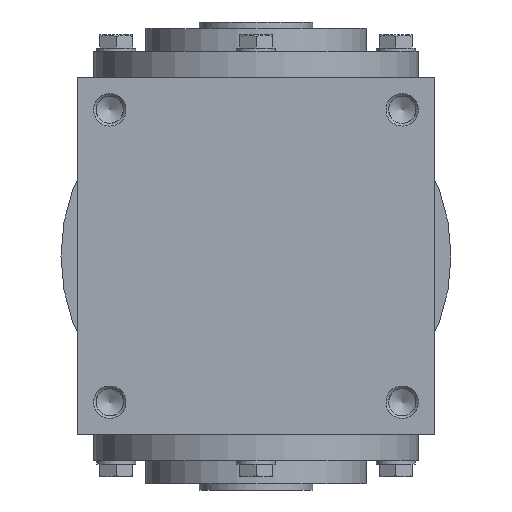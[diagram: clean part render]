
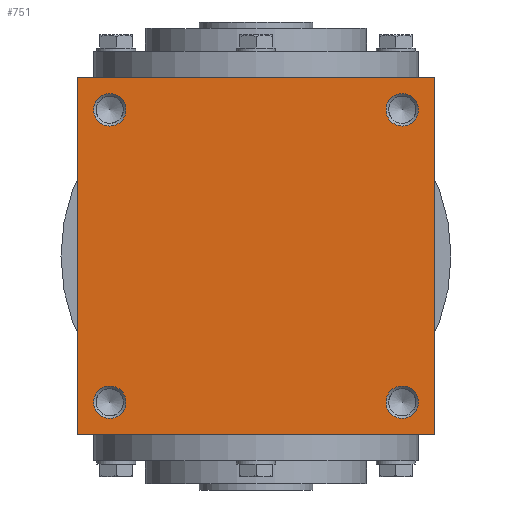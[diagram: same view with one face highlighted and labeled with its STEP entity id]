
A CAD part, left-side view. The second image highlights one B-rep face of the part: STEP entity #751.
In plain terms, the highlighted face is planar.
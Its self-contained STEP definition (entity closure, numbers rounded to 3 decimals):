
#751 = ADVANCED_FACE( '', ( #1549, #1550, #1551, #1552, #1553 ), #1554, .F. );
#1549 = FACE_BOUND( '', #2369, .T. );
#1550 = FACE_BOUND( '', #2370, .T. );
#1551 = FACE_BOUND( '', #2371, .T. );
#1552 = FACE_BOUND( '', #2372, .T. );
#1553 = FACE_OUTER_BOUND( '', #2373, .T. );
#1554 = PLANE( '', #2374 );
#2369 = EDGE_LOOP( '', ( #3959 ) );
#2370 = EDGE_LOOP( '', ( #3960 ) );
#2371 = EDGE_LOOP( '', ( #3961 ) );
#2372 = EDGE_LOOP( '', ( #3962 ) );
#2373 = EDGE_LOOP( '', ( #3963, #3964, #3965, #3966 ) );
#2374 = AXIS2_PLACEMENT_3D( '', #3967, #3968, #3969 );
#3959 = ORIENTED_EDGE( '', *, *, #4896, .F. );
#3960 = ORIENTED_EDGE( '', *, *, #4865, .T. );
#3961 = ORIENTED_EDGE( '', *, *, #4852, .F. );
#3962 = ORIENTED_EDGE( '', *, *, #4897, .T. );
#3963 = ORIENTED_EDGE( '', *, *, #4463, .F. );
#3964 = ORIENTED_EDGE( '', *, *, #4494, .F. );
#3965 = ORIENTED_EDGE( '', *, *, #4779, .F. );
#3966 = ORIENTED_EDGE( '', *, *, #4743, .F. );
#3967 = CARTESIAN_POINT( '', ( 0., 0., -55. ) );
#3968 = DIRECTION( '', ( 0., 0., 1. ) );
#3969 = DIRECTION( '', ( 1., 0., 0. ) );
#4463 = EDGE_CURVE( '', #5249, #5250, #5251, .T. );
#4494 = EDGE_CURVE( '', #5301, #5249, #5302, .T. );
#4743 = EDGE_CURVE( '', #5250, #5670, #5671, .T. );
#4779 = EDGE_CURVE( '', #5670, #5301, #5716, .T. );
#4852 = EDGE_CURVE( '', #5804, #5804, #5805, .T. );
#4865 = EDGE_CURVE( '', #5819, #5819, #5820, .T. );
#4896 = EDGE_CURVE( '', #5856, #5856, #5857, .T. );
#4897 = EDGE_CURVE( '', #5858, #5858, #5859, .T. );
#5249 = VERTEX_POINT( '', #6270 );
#5250 = VERTEX_POINT( '', #6271 );
#5251 = LINE( '', #6272, #6273 );
#5301 = VERTEX_POINT( '', #6334 );
#5302 = LINE( '', #6335, #6336 );
#5670 = VERTEX_POINT( '', #6848 );
#5671 = LINE( '', #6849, #6850 );
#5716 = LINE( '', #6918, #6919 );
#5804 = VERTEX_POINT( '', #7017 );
#5805 = CIRCLE( '', #7018, 5. );
#5819 = VERTEX_POINT( '', #7035 );
#5820 = CIRCLE( '', #7036, 5. );
#5856 = VERTEX_POINT( '', #7079 );
#5857 = CIRCLE( '', #7080, 5. );
#5858 = VERTEX_POINT( '', #7081 );
#5859 = CIRCLE( '', #7082, 5. );
#6270 = CARTESIAN_POINT( '', ( -55., 55., -55. ) );
#6271 = CARTESIAN_POINT( '', ( -55., -55., -55. ) );
#6272 = CARTESIAN_POINT( '', ( -55., 55., -55. ) );
#6273 = VECTOR( '', #7446, 1000. );
#6334 = CARTESIAN_POINT( '', ( 55., 55., -55. ) );
#6335 = CARTESIAN_POINT( '', ( 55., 55., -55. ) );
#6336 = VECTOR( '', #7500, 1000. );
#6848 = CARTESIAN_POINT( '', ( 55., -55., -55. ) );
#6849 = CARTESIAN_POINT( '', ( -55., -55., -55. ) );
#6850 = VECTOR( '', #7847, 1000. );
#6918 = CARTESIAN_POINT( '', ( 55., -55., -55. ) );
#6919 = VECTOR( '', #7887, 1000. );
#7017 = CARTESIAN_POINT( '', ( -50., -45., -55. ) );
#7018 = AXIS2_PLACEMENT_3D( '', #7988, #7989, #7990 );
#7035 = CARTESIAN_POINT( '', ( 50., 45., -55. ) );
#7036 = AXIS2_PLACEMENT_3D( '', #8006, #8007, #8008 );
#7079 = CARTESIAN_POINT( '', ( -50., 45., -55. ) );
#7080 = AXIS2_PLACEMENT_3D( '', #8046, #8047, #8048 );
#7081 = CARTESIAN_POINT( '', ( 50., -45., -55. ) );
#7082 = AXIS2_PLACEMENT_3D( '', #8049, #8050, #8051 );
#7446 = DIRECTION( '', ( 0., -1., 0. ) );
#7500 = DIRECTION( '', ( -1., 0., 0. ) );
#7847 = DIRECTION( '', ( 1., 0., 0. ) );
#7887 = DIRECTION( '', ( 0., 1., 0. ) );
#7988 = CARTESIAN_POINT( '', ( -45., -45., -55. ) );
#7989 = DIRECTION( '', ( 0., 0., -1. ) );
#7990 = DIRECTION( '', ( -1., 0., 0. ) );
#8006 = CARTESIAN_POINT( '', ( 45., 45., -55. ) );
#8007 = DIRECTION( '', ( 0., 0., 1. ) );
#8008 = DIRECTION( '', ( 1., 0., 0. ) );
#8046 = CARTESIAN_POINT( '', ( -45., 45., -55. ) );
#8047 = DIRECTION( '', ( 0., 0., -1. ) );
#8048 = DIRECTION( '', ( -1., 0., 0. ) );
#8049 = CARTESIAN_POINT( '', ( 45., -45., -55. ) );
#8050 = DIRECTION( '', ( 0., 0., 1. ) );
#8051 = DIRECTION( '', ( 1., 0., 0. ) );
